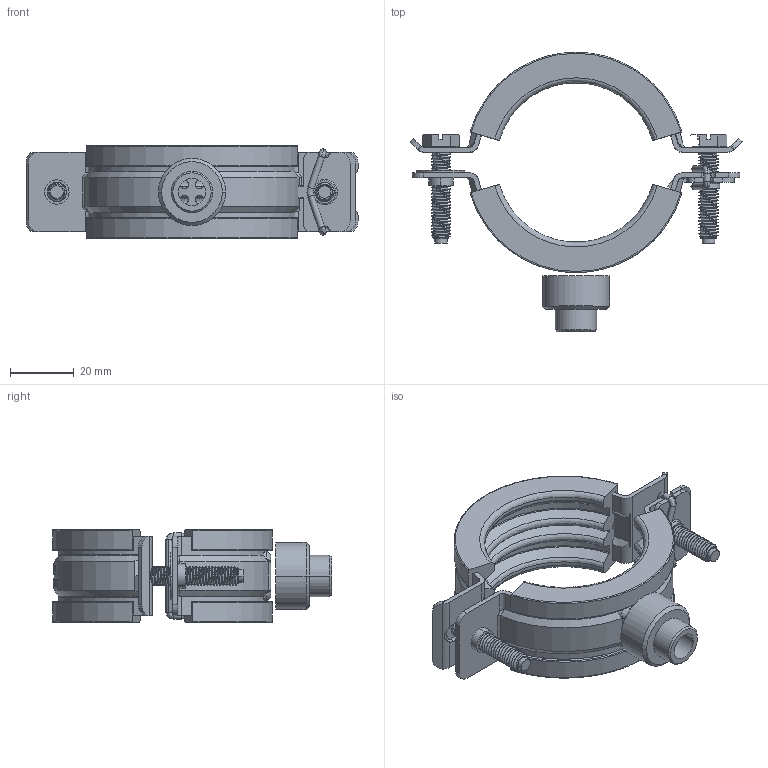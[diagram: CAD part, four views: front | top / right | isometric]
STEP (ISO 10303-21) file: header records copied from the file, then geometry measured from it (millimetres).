
FILE_DESCRIPTION (( 'STEP AP203' ), '1' );
FILE_NAME ('50.506RK_V.STEP', '2024-03-15T08:43:37', ( '' ), ( '' ), 'SwSTEP 2.0', 'SolidWorks 2023', '' );
FILE_SCHEMA (( 'CONFIG_CONTROL_DESIGN' ));
Length unit declared in the file: millimetre
Products named in the file (1): 50.506RK_V
Bounding box: 104.02 x 87.45 x 29 mm (x, y, z)
Surface area: 32947.5 mm2 (no closed solid volume)
Topology: 0 solids, 11 shells, 588 faces, 2299 edges, 1668 vertices
Faces by surface type: cylinder 253, plane 151, bspline 140, cone 44
Entity records: 36506 total; most frequent: CARTESIAN_POINT 19786, ORIENTED_EDGE 3767, DIRECTION 2728, EDGE_CURVE 2299, VERTEX_POINT 1668, AXIS2_PLACEMENT_3D 941, LINE 846, VECTOR 846
